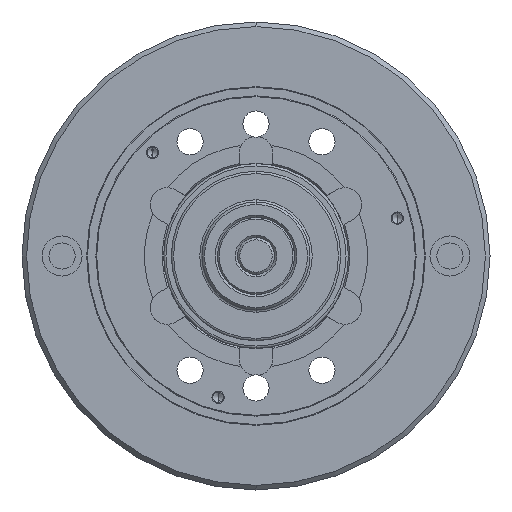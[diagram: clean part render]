
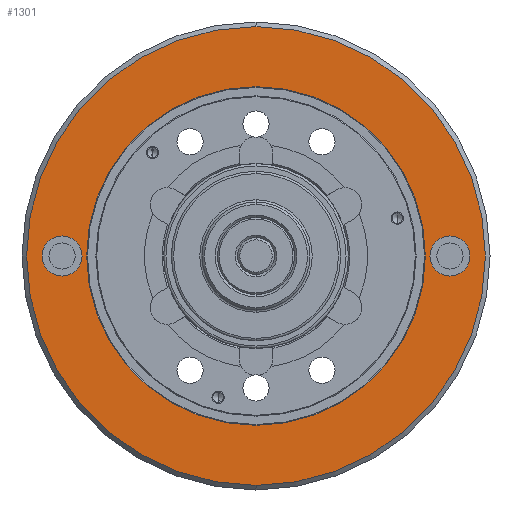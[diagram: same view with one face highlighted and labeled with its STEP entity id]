
A CAD part, left-side view. The second image highlights one B-rep face of the part: STEP entity #1301.
In plain terms, the highlighted planar face has unit normal (-1, 0, 0).
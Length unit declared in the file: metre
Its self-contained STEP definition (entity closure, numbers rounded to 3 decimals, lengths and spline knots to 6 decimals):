
#186 = DIRECTION ( 'NONE',  ( 0., 0., -1. ) ) ;
#442 = CARTESIAN_POINT ( 'NONE',  ( 0., 0., -0.149 ) ) ;
#500 = AXIS2_PLACEMENT_3D ( 'NONE', #27840, #12493, #30399 ) ;
#1301 = ADVANCED_FACE ( 'NONE', ( #21305, #9272, #1681, #14495 ), #12921, .F. ) ;
#1601 = DIRECTION ( 'NONE',  ( -1., 0., 0. ) ) ;
#1681 = FACE_BOUND ( 'NONE', #17676, .T. ) ;
#1727 = EDGE_CURVE ( 'NONE', #32788, #25160, #29662, .T. ) ;
#2630 = CIRCLE ( 'NONE', #500, 0.013 ) ;
#3157 = CIRCLE ( 'NONE', #22918, 0.013 ) ;
#4872 = CIRCLE ( 'NONE', #5630, 0.013 ) ;
#5008 = CARTESIAN_POINT ( 'NONE',  ( 0., -0.126, 0. ) ) ;
#5142 = DIRECTION ( 'NONE',  ( -1., 0., 0. ) ) ;
#5419 = ORIENTED_EDGE ( 'NONE', *, *, #26139, .F. ) ;
#5630 = AXIS2_PLACEMENT_3D ( 'NONE', #16927, #1601, #19534 ) ;
#7035 = ORIENTED_EDGE ( 'NONE', *, *, #26998, .F. ) ;
#7564 = DIRECTION ( 'NONE',  ( 0., 0., 1. ) ) ;
#7618 = EDGE_CURVE ( 'NONE', #10464, #28183, #32022, .T. ) ;
#7884 = AXIS2_PLACEMENT_3D ( 'NONE', #20478, #5142, #23056 ) ;
#8738 = DIRECTION ( 'NONE',  ( -1., 0., 0. ) ) ;
#9054 = ORIENTED_EDGE ( 'NONE', *, *, #1727, .T. ) ;
#9272 = FACE_OUTER_BOUND ( 'NONE', #24567, .T. ) ;
#9308 = CARTESIAN_POINT ( 'NONE',  ( 0., 0.126, -0.013 ) ) ;
#9501 = CARTESIAN_POINT ( 'NONE',  ( 0., 0.126, 0. ) ) ;
#10317 = CARTESIAN_POINT ( 'NONE',  ( 0., 0., 0. ) ) ;
#10344 = CARTESIAN_POINT ( 'NONE',  ( 0., 0.11, 0. ) ) ;
#10464 = VERTEX_POINT ( 'NONE', #21984 ) ;
#12052 = DIRECTION ( 'NONE',  ( 0., 0., 1. ) ) ;
#12493 = DIRECTION ( 'NONE',  ( -1., 0., 0. ) ) ;
#12592 = AXIS2_PLACEMENT_3D ( 'NONE', #10344, #15536, #186 ) ;
#12811 = ORIENTED_EDGE ( 'NONE', *, *, #7618, .F. ) ;
#12892 = DIRECTION ( 'NONE',  ( 0., 0., 1. ) ) ;
#12921 = PLANE ( 'NONE',  #12592 ) ;
#13979 = CARTESIAN_POINT ( 'NONE',  ( 0., 0., 0. ) ) ;
#14143 = ORIENTED_EDGE ( 'NONE', *, *, #18886, .T. ) ;
#14495 = FACE_BOUND ( 'NONE', #29034, .T. ) ;
#14692 = AXIS2_PLACEMENT_3D ( 'NONE', #24052, #8738, #26645 ) ;
#14920 = CARTESIAN_POINT ( 'NONE',  ( 0., -0.126, -0.013 ) ) ;
#14984 = VERTEX_POINT ( 'NONE', #26560 ) ;
#15169 = VERTEX_POINT ( 'NONE', #9308 ) ;
#15536 = DIRECTION ( 'NONE',  ( 1., 0., 0. ) ) ;
#15838 = EDGE_CURVE ( 'NONE', #18538, #17646, #29998, .T. ) ;
#16520 = DIRECTION ( 'NONE',  ( 0., 0., 1. ) ) ;
#16927 = CARTESIAN_POINT ( 'NONE',  ( 0., 0.126, 0. ) ) ;
#17175 = AXIS2_PLACEMENT_3D ( 'NONE', #5008, #22919, #7564 ) ;
#17646 = VERTEX_POINT ( 'NONE', #17813 ) ;
#17676 = EDGE_LOOP ( 'NONE', ( #29556, #7035 ) ) ;
#17813 = CARTESIAN_POINT ( 'NONE',  ( 0., -0.126, 0.013 ) ) ;
#17818 = CARTESIAN_POINT ( 'NONE',  ( 0., 0., -0.11 ) ) ;
#18186 = EDGE_CURVE ( 'NONE', #17646, #18538, #2630, .T. ) ;
#18538 = VERTEX_POINT ( 'NONE', #14920 ) ;
#18886 = EDGE_CURVE ( 'NONE', #25160, #32788, #25566, .T. ) ;
#19534 = DIRECTION ( 'NONE',  ( 0., 0., 1. ) ) ;
#20135 = ORIENTED_EDGE ( 'NONE', *, *, #15838, .F. ) ;
#20478 = CARTESIAN_POINT ( 'NONE',  ( 0., 0., 0. ) ) ;
#21090 = ORIENTED_EDGE ( 'NONE', *, *, #18186, .F. ) ;
#21305 = FACE_BOUND ( 'NONE', #22750, .T. ) ;
#21984 = CARTESIAN_POINT ( 'NONE',  ( 0., 0., 0.11 ) ) ;
#22750 = EDGE_LOOP ( 'NONE', ( #21090, #20135 ) ) ;
#22847 = CIRCLE ( 'NONE', #30136, 0.11 ) ;
#22918 = AXIS2_PLACEMENT_3D ( 'NONE', #9501, #27389, #12052 ) ;
#22919 = DIRECTION ( 'NONE',  ( -1., 0., 0. ) ) ;
#23056 = DIRECTION ( 'NONE',  ( 0., 0., -1. ) ) ;
#23435 = EDGE_CURVE ( 'NONE', #14984, #15169, #4872, .T. ) ;
#24052 = CARTESIAN_POINT ( 'NONE',  ( 0., 0., 0. ) ) ;
#24335 = AXIS2_PLACEMENT_3D ( 'NONE', #13979, #31847, #16520 ) ;
#24567 = EDGE_LOOP ( 'NONE', ( #14143, #9054 ) ) ;
#25160 = VERTEX_POINT ( 'NONE', #442 ) ;
#25566 = CIRCLE ( 'NONE', #14692, 0.149 ) ;
#26139 = EDGE_CURVE ( 'NONE', #28183, #10464, #22847, .T. ) ;
#26560 = CARTESIAN_POINT ( 'NONE',  ( 0., 0.126, 0.013 ) ) ;
#26645 = DIRECTION ( 'NONE',  ( 0., 0., -1. ) ) ;
#26998 = EDGE_CURVE ( 'NONE', #15169, #14984, #3157, .T. ) ;
#27389 = DIRECTION ( 'NONE',  ( -1., 0., 0. ) ) ;
#27840 = CARTESIAN_POINT ( 'NONE',  ( 0., -0.126, 0. ) ) ;
#28183 = VERTEX_POINT ( 'NONE', #17818 ) ;
#28250 = DIRECTION ( 'NONE',  ( -1., 0., 0. ) ) ;
#29034 = EDGE_LOOP ( 'NONE', ( #12811, #5419 ) ) ;
#29556 = ORIENTED_EDGE ( 'NONE', *, *, #23435, .F. ) ;
#29662 = CIRCLE ( 'NONE', #7884, 0.149 ) ;
#29998 = CIRCLE ( 'NONE', #17175, 0.013 ) ;
#30136 = AXIS2_PLACEMENT_3D ( 'NONE', #10317, #28250, #12892 ) ;
#30399 = DIRECTION ( 'NONE',  ( 0., 0., 1. ) ) ;
#31847 = DIRECTION ( 'NONE',  ( -1., 0., 0. ) ) ;
#32022 = CIRCLE ( 'NONE', #24335, 0.11 ) ;
#32788 = VERTEX_POINT ( 'NONE', #32836 ) ;
#32836 = CARTESIAN_POINT ( 'NONE',  ( 0., 0., 0.149 ) ) ;
